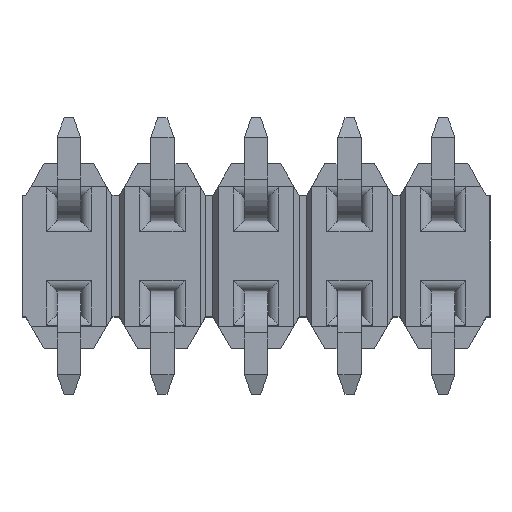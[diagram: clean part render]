
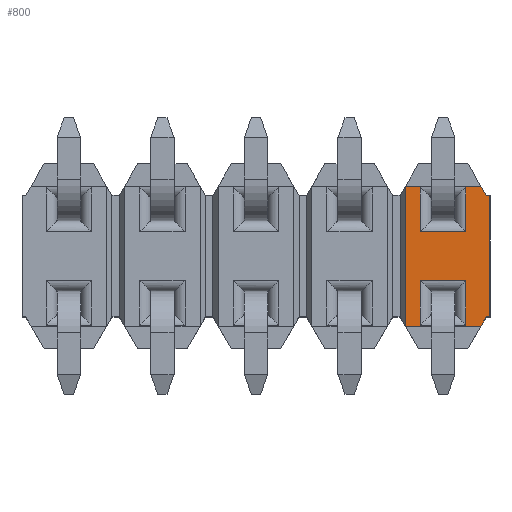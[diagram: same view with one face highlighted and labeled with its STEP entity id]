
A CAD part, top view. The second image highlights one B-rep face of the part: STEP entity #800.
In plain terms, the highlighted planar face has unit normal (0, 0, 1).
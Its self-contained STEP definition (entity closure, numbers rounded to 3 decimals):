
#211=FACE_BOUND('',#2470,.T.);
#212=FACE_BOUND('',#2471,.T.);
#213=FACE_BOUND('',#2472,.T.);
#800=ADVANCED_FACE('',(#211,#212,#213),#1318,.F.);
#1318=PLANE('',#10491);
#2470=EDGE_LOOP('',(#4613,#4614,#4615,#4616,#4617,#4618,#4619,#4620));
#2471=EDGE_LOOP('',(#4621,#4622,#4623,#4624));
#2472=EDGE_LOOP('',(#4625,#4626,#4627,#4628));
#4613=ORIENTED_EDGE('',*,*,#7099,.F.);
#4614=ORIENTED_EDGE('',*,*,#7176,.F.);
#4615=ORIENTED_EDGE('',*,*,#7103,.T.);
#4616=ORIENTED_EDGE('',*,*,#7152,.T.);
#4617=ORIENTED_EDGE('',*,*,#7156,.T.);
#4618=ORIENTED_EDGE('',*,*,#7159,.F.);
#4619=ORIENTED_EDGE('',*,*,#7161,.T.);
#4620=ORIENTED_EDGE('',*,*,#7163,.T.);
#4621=ORIENTED_EDGE('',*,*,#7127,.T.);
#4622=ORIENTED_EDGE('',*,*,#7124,.T.);
#4623=ORIENTED_EDGE('',*,*,#7123,.T.);
#4624=ORIENTED_EDGE('',*,*,#7118,.T.);
#4625=ORIENTED_EDGE('',*,*,#7115,.T.);
#4626=ORIENTED_EDGE('',*,*,#7112,.T.);
#4627=ORIENTED_EDGE('',*,*,#7111,.T.);
#4628=ORIENTED_EDGE('',*,*,#7106,.T.);
#5921=VERTEX_POINT('',#15092);
#5922=VERTEX_POINT('',#15093);
#5923=VERTEX_POINT('',#15098);
#5924=VERTEX_POINT('',#15100);
#5926=VERTEX_POINT('',#15108);
#5927=VERTEX_POINT('',#15110);
#5929=VERTEX_POINT('',#15122);
#5931=VERTEX_POINT('',#15128);
#5934=VERTEX_POINT('',#15144);
#5935=VERTEX_POINT('',#15146);
#5937=VERTEX_POINT('',#15158);
#5939=VERTEX_POINT('',#15164);
#5954=VERTEX_POINT('',#15221);
#5956=VERTEX_POINT('',#15228);
#5958=VERTEX_POINT('',#15234);
#5960=VERTEX_POINT('',#15239);
#7099=EDGE_CURVE('',#5921,#5922,#8373,.T.);
#7103=EDGE_CURVE('',#5924,#5923,#8377,.T.);
#7106=EDGE_CURVE('',#5927,#5926,#8379,.T.);
#7111=EDGE_CURVE('',#5929,#5927,#8382,.T.);
#7112=EDGE_CURVE('',#5931,#5929,#8383,.T.);
#7115=EDGE_CURVE('',#5926,#5931,#8385,.T.);
#7118=EDGE_CURVE('',#5935,#5934,#8387,.T.);
#7123=EDGE_CURVE('',#5937,#5935,#8390,.T.);
#7124=EDGE_CURVE('',#5939,#5937,#8391,.T.);
#7127=EDGE_CURVE('',#5934,#5939,#8393,.T.);
#7152=EDGE_CURVE('',#5923,#5954,#8418,.T.);
#7156=EDGE_CURVE('',#5954,#5956,#8422,.T.);
#7159=EDGE_CURVE('',#5958,#5956,#8425,.T.);
#7161=EDGE_CURVE('',#5958,#5960,#8427,.T.);
#7163=EDGE_CURVE('',#5960,#5922,#8429,.T.);
#7176=EDGE_CURVE('',#5924,#5921,#8442,.T.);
#8373=LINE('',#15091,#9607);
#8377=LINE('',#15099,#9611);
#8379=LINE('',#15109,#9613);
#8382=LINE('',#15125,#9616);
#8383=LINE('',#15127,#9617);
#8385=LINE('',#15136,#9619);
#8387=LINE('',#15145,#9621);
#8390=LINE('',#15161,#9624);
#8391=LINE('',#15163,#9625);
#8393=LINE('',#15172,#9627);
#8418=LINE('',#15222,#9652);
#8422=LINE('',#15229,#9656);
#8425=LINE('',#15235,#9659);
#8427=LINE('',#15240,#9661);
#8429=LINE('',#15243,#9663);
#8442=LINE('',#15268,#9676);
#9607=VECTOR('',#12362,1.);
#9611=VECTOR('',#12368,1.);
#9613=VECTOR('',#12372,1.);
#9616=VECTOR('',#12377,1.);
#9617=VECTOR('',#12380,1.);
#9619=VECTOR('',#12384,1.);
#9621=VECTOR('',#12388,1.);
#9624=VECTOR('',#12393,1.);
#9625=VECTOR('',#12396,1.);
#9627=VECTOR('',#12400,1.);
#9652=VECTOR('',#12447,1.);
#9656=VECTOR('',#12453,1.);
#9659=VECTOR('',#12458,1.);
#9661=VECTOR('',#12462,1.);
#9663=VECTOR('',#12466,1.);
#9676=VECTOR('',#12487,1.);
#10491=AXIS2_PLACEMENT_3D('',#15270,#12490,#12491);
#12362=DIRECTION('',(1.,0.,0.));
#12368=DIRECTION('',(1.,0.,0.));
#12372=DIRECTION('',(1.,0.,0.));
#12377=DIRECTION('',(0.,1.,0.));
#12380=DIRECTION('',(-1.,0.,0.));
#12384=DIRECTION('',(0.,-1.,0.));
#12388=DIRECTION('',(1.,0.,0.));
#12393=DIRECTION('',(0.,1.,0.));
#12396=DIRECTION('',(-1.,0.,0.));
#12400=DIRECTION('',(0.,-1.,0.));
#12447=DIRECTION('',(0.507,0.862,0.));
#12453=DIRECTION('',(1.,0.,0.));
#12458=DIRECTION('',(0.,-1.,0.));
#12462=DIRECTION('',(-1.,0.,0.));
#12466=DIRECTION('',(-0.507,0.862,0.));
#12487=DIRECTION('',(0.,1.,0.));
#12490=DIRECTION('',(0.,0.,-1.));
#12491=DIRECTION('',(1.,0.,0.));
#15091=CARTESIAN_POINT('',(-37.76,2.715,4.4));
#15092=CARTESIAN_POINT('',(5.667,2.715,4.4));
#15093=CARTESIAN_POINT('',(7.713,2.715,4.4));
#15098=CARTESIAN_POINT('',(7.713,-1.085,4.4));
#15099=CARTESIAN_POINT('',(-37.76,-1.085,4.4));
#15100=CARTESIAN_POINT('',(5.667,-1.085,4.4));
#15108=CARTESIAN_POINT('',(7.307,0.154,4.4));
#15109=CARTESIAN_POINT('',(5.42,0.154,4.4));
#15110=CARTESIAN_POINT('',(6.073,0.154,4.4));
#15122=CARTESIAN_POINT('',(6.073,-1.064,4.4));
#15125=CARTESIAN_POINT('',(6.073,-1.085,4.4));
#15127=CARTESIAN_POINT('',(5.42,-1.064,4.4));
#15128=CARTESIAN_POINT('',(7.307,-1.064,4.4));
#15136=CARTESIAN_POINT('',(7.307,-1.085,4.4));
#15144=CARTESIAN_POINT('',(7.307,2.694,4.4));
#15145=CARTESIAN_POINT('',(5.42,2.694,4.4));
#15146=CARTESIAN_POINT('',(6.073,2.694,4.4));
#15158=CARTESIAN_POINT('',(6.073,1.476,4.4));
#15161=CARTESIAN_POINT('',(6.073,1.455,4.4));
#15163=CARTESIAN_POINT('',(5.42,1.476,4.4));
#15164=CARTESIAN_POINT('',(7.307,1.476,4.4));
#15172=CARTESIAN_POINT('',(7.307,1.455,4.4));
#15221=CARTESIAN_POINT('',(7.86,-0.835,4.4));
#15222=CARTESIAN_POINT('',(-5.282,-23.178,4.4));
#15228=CARTESIAN_POINT('',(7.96,-0.835,4.4));
#15229=CARTESIAN_POINT('',(-42.84,-0.835,4.4));
#15234=CARTESIAN_POINT('',(7.96,2.465,4.4));
#15235=CARTESIAN_POINT('',(7.96,-1.085,4.4));
#15239=CARTESIAN_POINT('',(7.86,2.465,4.4));
#15240=CARTESIAN_POINT('',(-42.84,2.465,4.4));
#15243=CARTESIAN_POINT('',(-3.622,21.984,4.4));
#15268=CARTESIAN_POINT('',(5.667,-1.685,4.4));
#15270=CARTESIAN_POINT('',(-37.76,-1.085,4.4));
